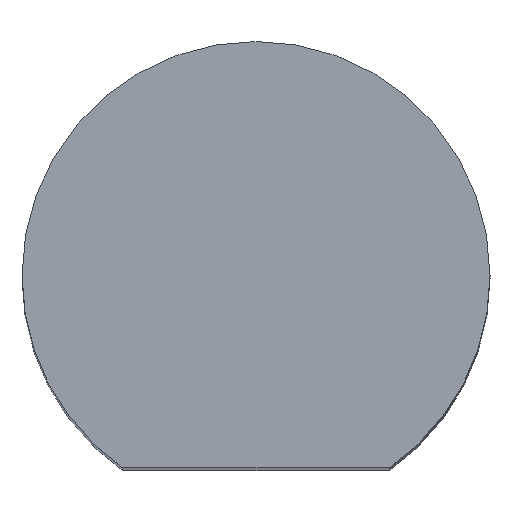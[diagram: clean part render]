
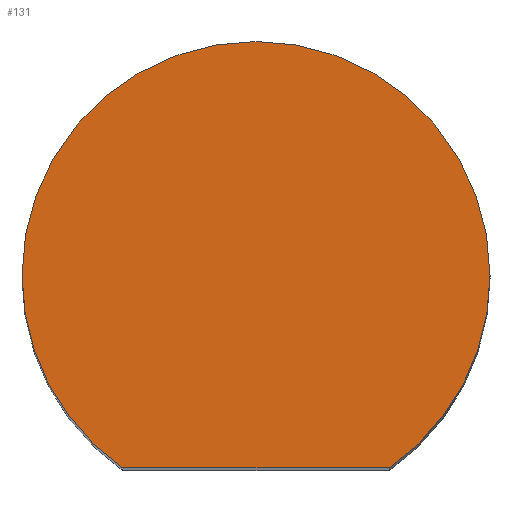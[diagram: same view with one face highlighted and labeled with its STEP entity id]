
A CAD part, top view. The second image highlights one B-rep face of the part: STEP entity #131.
In plain terms, the highlighted planar face has unit normal (0, 0, 1).
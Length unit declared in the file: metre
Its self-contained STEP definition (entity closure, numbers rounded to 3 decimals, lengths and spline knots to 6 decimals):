
#6 = ORIENTED_EDGE ( 'NONE', *, *, #218, .T. ) ;
#18 = CIRCLE ( 'NONE', #199, 0.00725 ) ;
#44 = CIRCLE ( 'NONE', #220, 0.00725 ) ;
#54 = CARTESIAN_POINT ( 'NONE',  ( 0., -0.00596, 0.04717 ) ) ;
#69 = DIRECTION ( 'NONE',  ( 0., 0., 1. ) ) ;
#78 = DIRECTION ( 'NONE',  ( 1., 0., 0. ) ) ;
#96 = VERTEX_POINT ( 'NONE', #356 ) ;
#105 = VECTOR ( 'NONE', #184, 1. ) ;
#106 = DIRECTION ( 'NONE',  ( 0., 0., 1. ) ) ;
#115 = EDGE_CURVE ( 'NONE', #96, #247, #18, .T. ) ;
#116 = FACE_OUTER_BOUND ( 'NONE', #149, .T. ) ;
#117 = ORIENTED_EDGE ( 'NONE', *, *, #377, .T. ) ;
#131 = ADVANCED_FACE ( 'NONE', ( #116 ), #223, .T. ) ;
#146 = AXIS2_PLACEMENT_3D ( 'NONE', #271, #106, #362 ) ;
#149 = EDGE_LOOP ( 'NONE', ( #117, #254, #6, #323 ) ) ;
#155 = VERTEX_POINT ( 'NONE', #307 ) ;
#172 = CARTESIAN_POINT ( 'NONE',  ( 0.00725, 0., 0.04717 ) ) ;
#176 = CARTESIAN_POINT ( 'NONE',  ( -0.004128, -0.00596, 0.04717 ) ) ;
#184 = DIRECTION ( 'NONE',  ( 1., 0., 0. ) ) ;
#194 = CARTESIAN_POINT ( 'NONE',  ( 0., 0., 0.04717 ) ) ;
#198 = CIRCLE ( 'NONE', #312, 0.00725 ) ;
#199 = AXIS2_PLACEMENT_3D ( 'NONE', #338, #69, #222 ) ;
#218 = EDGE_CURVE ( 'NONE', #342, #96, #44, .T. ) ;
#220 = AXIS2_PLACEMENT_3D ( 'NONE', #194, #310, #78 ) ;
#222 = DIRECTION ( 'NONE',  ( 1., 0., 0. ) ) ;
#223 = PLANE ( 'NONE',  #146 ) ;
#247 = VERTEX_POINT ( 'NONE', #176 ) ;
#254 = ORIENTED_EDGE ( 'NONE', *, *, #318, .T. ) ;
#271 = CARTESIAN_POINT ( 'NONE',  ( 0., 0., 0.04717 ) ) ;
#289 = DIRECTION ( 'NONE',  ( 1., 0., 0. ) ) ;
#307 = CARTESIAN_POINT ( 'NONE',  ( 0.004128, -0.00596, 0.04717 ) ) ;
#310 = DIRECTION ( 'NONE',  ( 0., 0., 1. ) ) ;
#312 = AXIS2_PLACEMENT_3D ( 'NONE', #319, #317, #289 ) ;
#317 = DIRECTION ( 'NONE',  ( 0., 0., 1. ) ) ;
#318 = EDGE_CURVE ( 'NONE', #155, #342, #198, .T. ) ;
#319 = CARTESIAN_POINT ( 'NONE',  ( 0., 0., 0.04717 ) ) ;
#323 = ORIENTED_EDGE ( 'NONE', *, *, #115, .T. ) ;
#338 = CARTESIAN_POINT ( 'NONE',  ( 0., 0., 0.04717 ) ) ;
#342 = VERTEX_POINT ( 'NONE', #172 ) ;
#356 = CARTESIAN_POINT ( 'NONE',  ( -0.00725, 0., 0.04717 ) ) ;
#360 = LINE ( 'NONE', #54, #105 ) ;
#362 = DIRECTION ( 'NONE',  ( 1., 0., 0. ) ) ;
#377 = EDGE_CURVE ( 'NONE', #247, #155, #360, .T. ) ;
